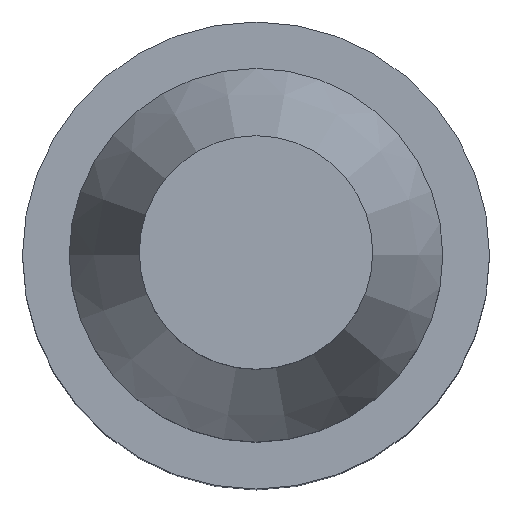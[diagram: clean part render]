
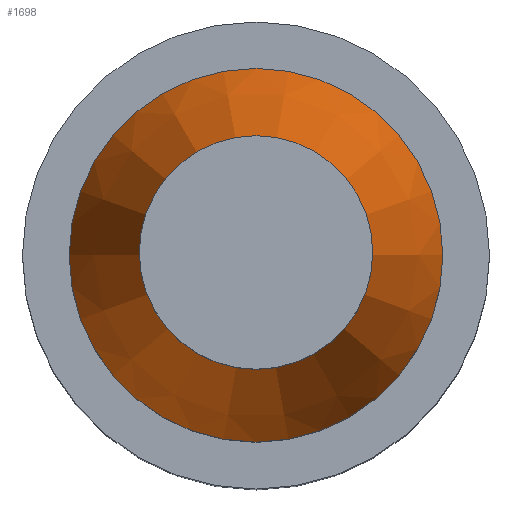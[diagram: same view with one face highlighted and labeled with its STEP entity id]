
A CAD part, top view. The second image highlights one B-rep face of the part: STEP entity #1698.
In plain terms, the highlighted conical face has half-angle 19.29 degrees and reference radius 10 mm.
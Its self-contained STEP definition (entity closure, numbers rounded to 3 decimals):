
#548=FACE_BOUND($,#751,.T.);
#640=FACE_OUTER_BOUND($,#750,.T.);
#750=EDGE_LOOP($,(#1597));
#751=EDGE_LOOP($,(#1598));
#773=CIRCLE($,#1777,4.75);
#774=CIRCLE($,#1779,10.);
#929=VERTEX_POINT($,#2958);
#930=VERTEX_POINT($,#2961);
#1154=EDGE_CURVE($,#929,#929,#773,.T.);
#1155=EDGE_CURVE($,#930,#930,#774,.T.);
#1597=ORIENTED_EDGE($,*,*,#1155,.F.);
#1598=ORIENTED_EDGE($,*,*,#1154,.T.);
#1609=CONICAL_SURFACE($,#1778,10.,19.29);
#1698=ADVANCED_FACE($,(#640,#548),#1609,.T.);
#1777=AXIS2_PLACEMENT_3D($,#2959,#2075,#2076);
#1778=AXIS2_PLACEMENT_3D($,#2960,#2077,#2078);
#1779=AXIS2_PLACEMENT_3D($,#2962,#2079,#2080);
#2075=DIRECTION('center_axis',(0.,0.,-1.));
#2076=DIRECTION('ref_axis',(-1.,0.,0.));
#2077=DIRECTION('center_axis',(0.,0.,-1.));
#2078=DIRECTION('ref_axis',(1.,0.,0.));
#2079=DIRECTION('center_axis',(0.,0.,-1.));
#2080=DIRECTION('ref_axis',(-1.,0.,0.));
#2958=CARTESIAN_POINT('',(-4.75,0.,51.));
#2959=CARTESIAN_POINT('Origin',(0.,0.,51.));
#2960=CARTESIAN_POINT('Origin',(0.,0.,36.));
#2961=CARTESIAN_POINT('',(10.,0.,36.));
#2962=CARTESIAN_POINT('Origin',(0.,0.,36.));
